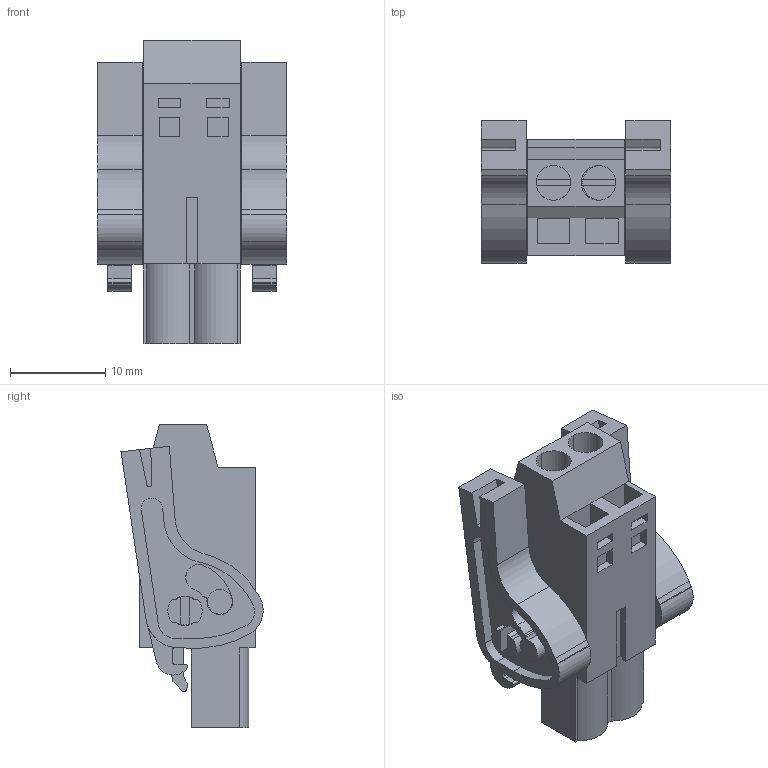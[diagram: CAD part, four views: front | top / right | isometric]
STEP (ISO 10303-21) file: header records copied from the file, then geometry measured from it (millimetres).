
FILE_DESCRIPTION(('CATIA V5 STEP Exchange','CAx-IF Rec.Pracs.--- Model Styling and Organization---1.2---2011-12-15'),'2;1');
FILE_NAME ('D1458693_0_1890220000_1890220000.stp','2017-10-31T19:41:31+00:00',('none'),('Weidmueller'),'CATIA Version 5-6 Release 2014','CATIA V5 STEP AP214','none');
FILE_SCHEMA(('AUTOMOTIVE_DESIGN { 1 0 10303 214 1 1 1 1 }'));
Length unit declared in the file: millimetre
Products named in the file (1): 1890220000
Bounding box: 19.86 x 14.91 x 31.8 mm (x, y, z)
Volume: 3911.1 mm3; surface area: 3855.9 mm2
Topology: 6 solids, 6 shells, 313 faces, 838 edges, 559 vertices
Faces by surface type: plane 211, cylinder 102
Entity records: 9164 total; most frequent: CARTESIAN_POINT 1760, ORIENTED_EDGE 1676, DIRECTION 1210, EDGE_CURVE 838, VECTOR 592, LINE 592, VERTEX_POINT 559, AXIS2_PLACEMENT_3D 413
